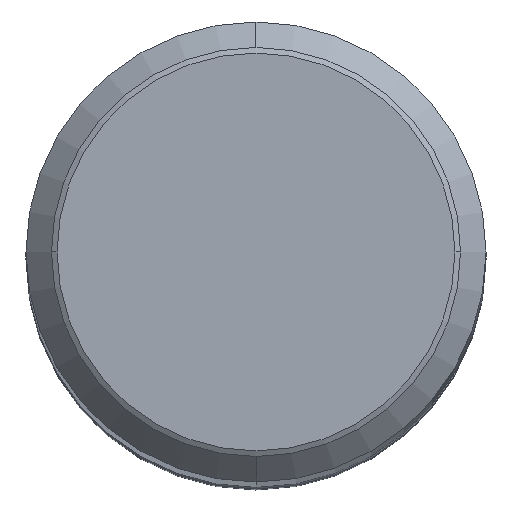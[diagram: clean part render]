
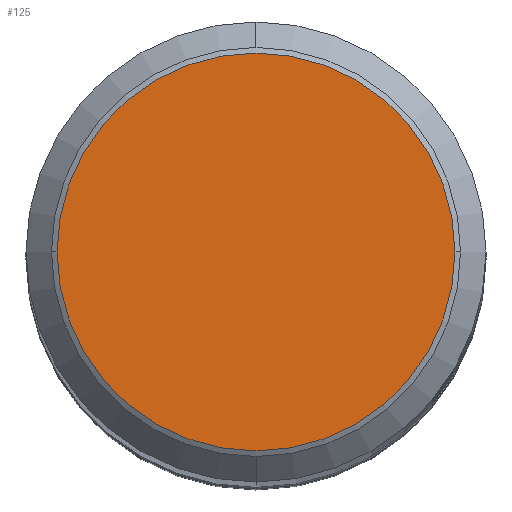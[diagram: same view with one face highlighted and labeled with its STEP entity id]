
A CAD part, top view. The second image highlights one B-rep face of the part: STEP entity #125.
In plain terms, the highlighted planar face has unit normal (0, 0, 1).
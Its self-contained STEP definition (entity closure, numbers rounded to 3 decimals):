
#125=ADVANCED_FACE('',(#317),#318,.T.);
#175=EDGE_CURVE('',#191,#219,#375,.T.);
#177=EDGE_CURVE('',#219,#191,#377,.T.);
#191=VERTEX_POINT('',#393);
#219=VERTEX_POINT('',#421);
#317=FACE_OUTER_BOUND('',#524,.T.);
#318=PLANE('',#525);
#375=CIRCLE('',#598,8.647);
#377=CIRCLE('',#601,8.647);
#393=CARTESIAN_POINT('',(8.647,0.,174.25));
#421=CARTESIAN_POINT('',(-8.647,0.,174.25));
#524=EDGE_LOOP('',(#783,#784));
#525=AXIS2_PLACEMENT_3D('',#785,#786,#787);
#598=AXIS2_PLACEMENT_3D('',#877,#878,#879);
#601=AXIS2_PLACEMENT_3D('',#880,#881,#882);
#783=ORIENTED_EDGE('',*,*,#177,.T.);
#784=ORIENTED_EDGE('',*,*,#175,.T.);
#785=CARTESIAN_POINT('',(0.,-4.375,174.25));
#786=DIRECTION('',(0.0,0.0,1.0));
#787=DIRECTION('',(0.,-1.0,0.0));
#877=CARTESIAN_POINT('',(0.,0.0,174.25));
#878=DIRECTION('',(0.0,0.0,1.0));
#879=DIRECTION('',(-1.0,0.,0.0));
#880=CARTESIAN_POINT('',(0.,0.0,174.25));
#881=DIRECTION('',(0.0,0.0,1.0));
#882=DIRECTION('',(-1.0,0.,0.0));
